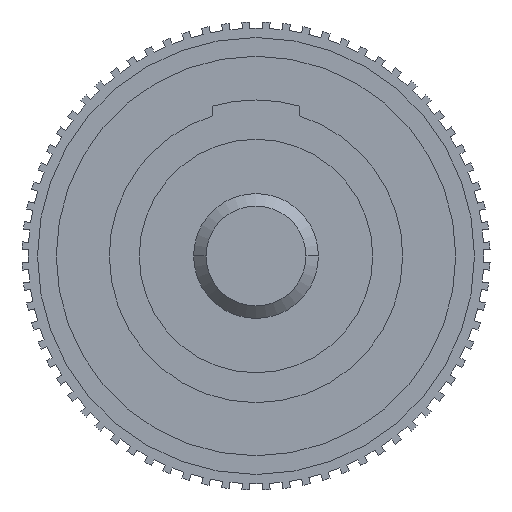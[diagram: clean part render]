
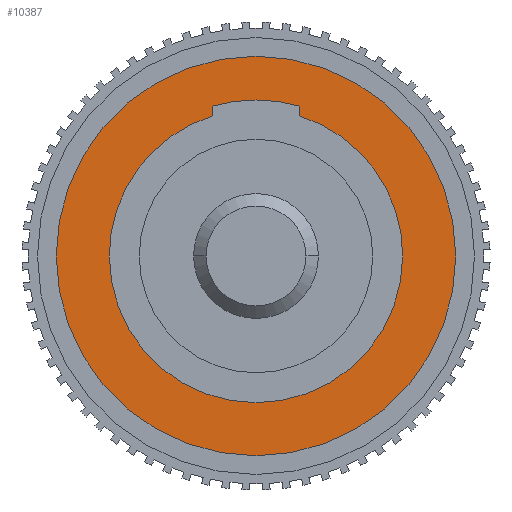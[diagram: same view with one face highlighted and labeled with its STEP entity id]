
A CAD part, front view. The second image highlights one B-rep face of the part: STEP entity #10387.
In plain terms, the highlighted face is planar.
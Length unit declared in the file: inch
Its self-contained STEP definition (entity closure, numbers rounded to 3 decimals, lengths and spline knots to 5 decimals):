
#3040 = FACE_BOUND ( 'NONE', #10585, .T. ) ;
#3041 = FACE_OUTER_BOUND ( 'NONE', #10581, .T. ) ;
#3083 = DIRECTION ( 'NONE',  ( 0., 0., 1. ) ) ;
#3084 = DIRECTION ( 'NONE',  ( 0., 1., 0. ) ) ;
#3085 = CARTESIAN_POINT ( 'NONE',  ( 0., 0.185, 0. ) ) ;
#3086 = AXIS2_PLACEMENT_3D ( 'NONE', #3085, #3084, #3083 ) ;
#3087 = PLANE ( 'NONE',  #3086 ) ;
#3416 = CARTESIAN_POINT ( 'NONE',  ( -0.12, 0.185, -0.035 ) ) ;
#3417 = DIRECTION ( 'NONE',  ( -1., 0., 0. ) ) ;
#3418 = VECTOR ( 'NONE', #3417, 39.37008 ) ;
#3419 = CARTESIAN_POINT ( 'NONE',  ( -0.11217, 0.185, -0.035 ) ) ;
#3420 = DIRECTION ( 'NONE',  ( 0., 0., 1. ) ) ;
#3421 = DIRECTION ( 'NONE',  ( 0., 1., 0. ) ) ;
#3422 = CARTESIAN_POINT ( 'NONE',  ( 0., 0.185, 0. ) ) ;
#3423 = AXIS2_PLACEMENT_3D ( 'NONE', #3422, #3421, #3420 ) ;
#3424 = CIRCLE ( 'NONE', #3423, 0.16 ) ;
#3425 = LINE ( 'NONE', #3419, #3418 ) ;
#3448 = DIRECTION ( 'NONE',  ( 0., 0., 1. ) ) ;
#3449 = DIRECTION ( 'NONE',  ( 0., 1., 0. ) ) ;
#3450 = CARTESIAN_POINT ( 'NONE',  ( 0., 0.185, 0. ) ) ;
#3451 = AXIS2_PLACEMENT_3D ( 'NONE', #3450, #3449, #3448 ) ;
#3452 = CIRCLE ( 'NONE', #3451, 0.125 ) ;
#3453 = CARTESIAN_POINT ( 'NONE',  ( -0.12, 0.185, 0.035 ) ) ;
#3454 = DIRECTION ( 'NONE',  ( 1., 0., 0. ) ) ;
#3455 = VECTOR ( 'NONE', #3454, 39.37008 ) ;
#3456 = CARTESIAN_POINT ( 'NONE',  ( -0.11217, 0.185, 0.035 ) ) ;
#3457 = LINE ( 'NONE', #3456, #3455 ) ;
#3458 = CARTESIAN_POINT ( 'NONE',  ( -0.11217, 0.185, 0.035 ) ) ;
#3459 = DIRECTION ( 'NONE',  ( 0., 0., 1. ) ) ;
#3460 = DIRECTION ( 'NONE',  ( 0., 1., 0. ) ) ;
#3461 = CARTESIAN_POINT ( 'NONE',  ( 0., 0.185, 0. ) ) ;
#3462 = AXIS2_PLACEMENT_3D ( 'NONE', #3461, #3460, #3459 ) ;
#3463 = CIRCLE ( 'NONE', #3462, 0.1175 ) ;
#3774 = EDGE_CURVE ( 'NONE', #4422, #3775, #9879, .T. ) ;
#3775 = VERTEX_POINT ( 'NONE', #9874 ) ;
#4091 = VERTEX_POINT ( 'NONE', #10052 ) ;
#4093 = EDGE_CURVE ( 'NONE', #4091, #4094, #10047, .T. ) ;
#4094 = VERTEX_POINT ( 'NONE', #10042 ) ;
#4122 = EDGE_CURVE ( 'NONE', #4094, #4124, #10081, .T. ) ;
#4124 = VERTEX_POINT ( 'NONE', #10076 ) ;
#4422 = VERTEX_POINT ( 'NONE', #11186 ) ;
#9874 = CARTESIAN_POINT ( 'NONE',  ( 0., 0.185, 0.16 ) ) ;
#9875 = DIRECTION ( 'NONE',  ( 0., 0., 1. ) ) ;
#9876 = DIRECTION ( 'NONE',  ( 0., 1., 0. ) ) ;
#9877 = CARTESIAN_POINT ( 'NONE',  ( 0., 0.185, 0. ) ) ;
#9878 = AXIS2_PLACEMENT_3D ( 'NONE', #9877, #9876, #9875 ) ;
#9879 = CIRCLE ( 'NONE', #9878, 0.16 ) ;
#10042 = CARTESIAN_POINT ( 'NONE',  ( 0., 0.185, -0.1175 ) ) ;
#10043 = DIRECTION ( 'NONE',  ( 0., 0., 1. ) ) ;
#10044 = DIRECTION ( 'NONE',  ( 0., 1., 0. ) ) ;
#10045 = CARTESIAN_POINT ( 'NONE',  ( 0., 0.185, 0. ) ) ;
#10046 = AXIS2_PLACEMENT_3D ( 'NONE', #10045, #10044, #10043 ) ;
#10047 = CIRCLE ( 'NONE', #10046, 0.1175 ) ;
#10052 = CARTESIAN_POINT ( 'NONE',  ( 0., 0.185, 0.1175 ) ) ;
#10076 = CARTESIAN_POINT ( 'NONE',  ( -0.11217, 0.185, -0.035 ) ) ;
#10077 = DIRECTION ( 'NONE',  ( 0., 0., 1. ) ) ;
#10078 = DIRECTION ( 'NONE',  ( 0., 1., 0. ) ) ;
#10079 = CARTESIAN_POINT ( 'NONE',  ( 0., 0.185, 0. ) ) ;
#10080 = AXIS2_PLACEMENT_3D ( 'NONE', #10079, #10078, #10077 ) ;
#10081 = CIRCLE ( 'NONE', #10080, 0.1175 ) ;
#10387 = ADVANCED_FACE ( 'NONE', ( #3041, #3040 ), #3087, .T. ) ;
#10581 = EDGE_LOOP ( 'NONE', ( #10582, #10584 ) ) ;
#10582 = ORIENTED_EDGE ( 'NONE', *, *, #10583, .T. ) ;
#10583 = EDGE_CURVE ( 'NONE', #3775, #4422, #3424, .T. ) ;
#10584 = ORIENTED_EDGE ( 'NONE', *, *, #3774, .T. ) ;
#10585 = EDGE_LOOP ( 'NONE', ( #10586, #10589, #10590, #10600, #10603, #10606 ) ) ;
#10586 = ORIENTED_EDGE ( 'NONE', *, *, #10587, .F. ) ;
#10587 = EDGE_CURVE ( 'NONE', #4124, #10588, #3425, .T. ) ;
#10588 = VERTEX_POINT ( 'NONE', #3416 ) ;
#10589 = ORIENTED_EDGE ( 'NONE', *, *, #4122, .F. ) ;
#10590 = ORIENTED_EDGE ( 'NONE', *, *, #4093, .F. ) ;
#10600 = ORIENTED_EDGE ( 'NONE', *, *, #10601, .F. ) ;
#10601 = EDGE_CURVE ( 'NONE', #10602, #4091, #3463, .T. ) ;
#10602 = VERTEX_POINT ( 'NONE', #3458 ) ;
#10603 = ORIENTED_EDGE ( 'NONE', *, *, #10604, .F. ) ;
#10604 = EDGE_CURVE ( 'NONE', #10605, #10602, #3457, .T. ) ;
#10605 = VERTEX_POINT ( 'NONE', #3453 ) ;
#10606 = ORIENTED_EDGE ( 'NONE', *, *, #10607, .F. ) ;
#10607 = EDGE_CURVE ( 'NONE', #10588, #10605, #3452, .T. ) ;
#11186 = CARTESIAN_POINT ( 'NONE',  ( 0., 0.185, -0.16 ) ) ;
